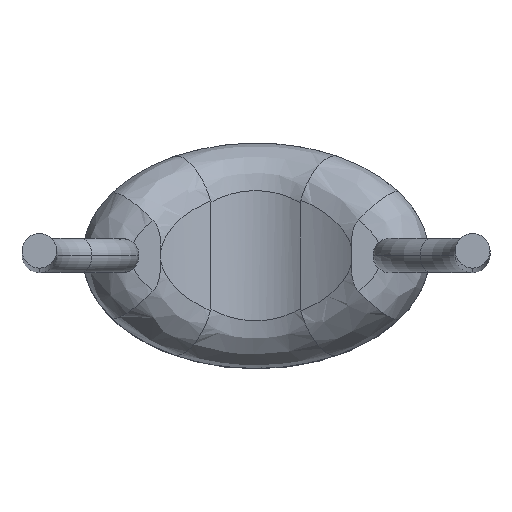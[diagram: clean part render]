
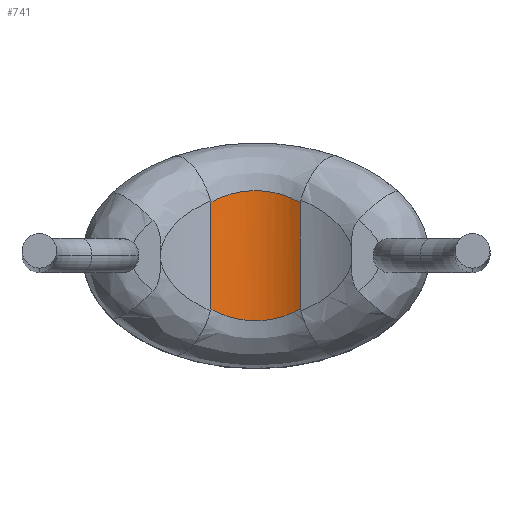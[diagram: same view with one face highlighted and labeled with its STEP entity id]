
A CAD part, top view. The second image highlights one B-rep face of the part: STEP entity #741.
In plain terms, the highlighted cylindrical face has radius 1 mm (diameter 2 mm), a partial arc.
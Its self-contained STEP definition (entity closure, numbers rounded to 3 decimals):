
#12 = CARTESIAN_POINT ( 'NONE',  ( -0.521, 0.615, 1.65 ) ) ;
#22 = CARTESIAN_POINT ( 'NONE',  ( -0.447, 0.657, 1.608 ) ) ;
#31 = CARTESIAN_POINT ( 'NONE',  ( -0.367, 0.691, 1.573 ) ) ;
#35 = CARTESIAN_POINT ( 'NONE',  ( -0.189, 0.738, 1.526 ) ) ;
#45 = CARTESIAN_POINT ( 'NONE',  ( -0.096, 0.75, 1.514 ) ) ;
#63 = CARTESIAN_POINT ( 'NONE',  ( 0.187, 0.736, 1.533 ) ) ;
#68 = EDGE_LOOP ( 'NONE', ( #1928, #911, #2796, #2856 ) ) ;
#70 = CARTESIAN_POINT ( 'NONE',  ( 0.36, 0.688, 1.586 ) ) ;
#75 = VERTEX_POINT ( 'NONE', #1874 ) ;
#143 = CARTESIAN_POINT ( 'NONE',  ( 0.441, 0.653, 1.624 ) ) ;
#157 = CARTESIAN_POINT ( 'NONE',  ( 0.513, 0.611, 1.67 ) ) ;
#313 = DIRECTION ( 'NONE',  ( 0., 0., 1. ) ) ;
#333 = CARTESIAN_POINT ( 'NONE',  ( -0.02, -2., 2.516 ) ) ;
#385 = VERTEX_POINT ( 'NONE', #2253 ) ;
#407 = DIRECTION ( 'NONE',  ( 0., 1., 0. ) ) ;
#636 = LINE ( 'NONE', #743, #1501 ) ;
#741 = ADVANCED_FACE ( 'NONE', ( #2230 ), #2258, .F. ) ;
#743 = CARTESIAN_POINT ( 'NONE',  ( -0.521, -2., 1.65 ) ) ;
#753 = VECTOR ( 'NONE', #2057, 1000. ) ;
#827 = EDGE_CURVE ( 'NONE', #385, #2005, #1475, .T. ) ;
#883 = CARTESIAN_POINT ( 'NONE',  ( 0.362, -0.687, 1.587 ) ) ;
#894 = CARTESIAN_POINT ( 'NONE',  ( -0.447, -0.657, 1.607 ) ) ;
#911 = ORIENTED_EDGE ( 'NONE', *, *, #827, .T. ) ;
#996 = AXIS2_PLACEMENT_3D ( 'NONE', #333, #407, #313 ) ;
#1063 = CARTESIAN_POINT ( 'NONE',  ( 0.513, -0.611, 1.67 ) ) ;
#1121 = CARTESIAN_POINT ( 'NONE',  ( 0.441, -0.653, 1.624 ) ) ;
#1196 = DIRECTION ( 'NONE',  ( 0., 1., 0. ) ) ;
#1233 = CARTESIAN_POINT ( 'NONE',  ( 0.092, 0.749, 1.518 ) ) ;
#1348 = LINE ( 'NONE', #1694, #753 ) ;
#1350 = VERTEX_POINT ( 'NONE', #1587 ) ;
#1475 = B_SPLINE_CURVE_WITH_KNOTS ( 'NONE', 3,
 ( #157, #143, #70, #63, #1233, #45, #35, #31, #22, #12 ),
 .UNSPECIFIED., .F., .F.,
 ( 4, 2, 2, 2, 4 ),
 ( 0., 0., 0.001, 0.001, 0.001 ),
 .UNSPECIFIED. ) ;
#1501 = VECTOR ( 'NONE', #1196, 1000. ) ;
#1575 = EDGE_CURVE ( 'NONE', #75, #1350, #2570, .T. ) ;
#1587 = CARTESIAN_POINT ( 'NONE',  ( 0.513, -0.611, 1.67 ) ) ;
#1694 = CARTESIAN_POINT ( 'NONE',  ( 0.513, -2., 1.67 ) ) ;
#1697 = EDGE_CURVE ( 'NONE', #75, #2005, #636, .T. ) ;
#1788 = CARTESIAN_POINT ( 'NONE',  ( -0.189, -0.738, 1.526 ) ) ;
#1874 = CARTESIAN_POINT ( 'NONE',  ( -0.521, -0.615, 1.65 ) ) ;
#1928 = ORIENTED_EDGE ( 'NONE', *, *, #2137, .T. ) ;
#1992 = CARTESIAN_POINT ( 'NONE',  ( -0.094, -0.751, 1.514 ) ) ;
#2005 = VERTEX_POINT ( 'NONE', #2826 ) ;
#2008 = CARTESIAN_POINT ( 'NONE',  ( -0.365, -0.691, 1.572 ) ) ;
#2057 = DIRECTION ( 'NONE',  ( 0., 1., 0. ) ) ;
#2137 = EDGE_CURVE ( 'NONE', #1350, #385, #1348, .T. ) ;
#2230 = FACE_OUTER_BOUND ( 'NONE', #68, .T. ) ;
#2253 = CARTESIAN_POINT ( 'NONE',  ( 0.513, 0.611, 1.67 ) ) ;
#2258 = CYLINDRICAL_SURFACE ( 'NONE', #996, 1. ) ;
#2457 = CARTESIAN_POINT ( 'NONE',  ( 0.188, -0.736, 1.533 ) ) ;
#2463 = CARTESIAN_POINT ( 'NONE',  ( 0.093, -0.749, 1.518 ) ) ;
#2493 = CARTESIAN_POINT ( 'NONE',  ( -0.521, -0.615, 1.65 ) ) ;
#2570 = B_SPLINE_CURVE_WITH_KNOTS ( 'NONE', 3,
 ( #2493, #894, #2008, #1788, #1992, #2463, #2457, #883, #1121, #1063 ),
 .UNSPECIFIED., .F., .F.,
 ( 4, 2, 2, 2, 4 ),
 ( 0., 0., 0.001, 0.001, 0.001 ),
 .UNSPECIFIED. ) ;
#2796 = ORIENTED_EDGE ( 'NONE', *, *, #1697, .F. ) ;
#2826 = CARTESIAN_POINT ( 'NONE',  ( -0.521, 0.615, 1.65 ) ) ;
#2856 = ORIENTED_EDGE ( 'NONE', *, *, #1575, .T. ) ;
